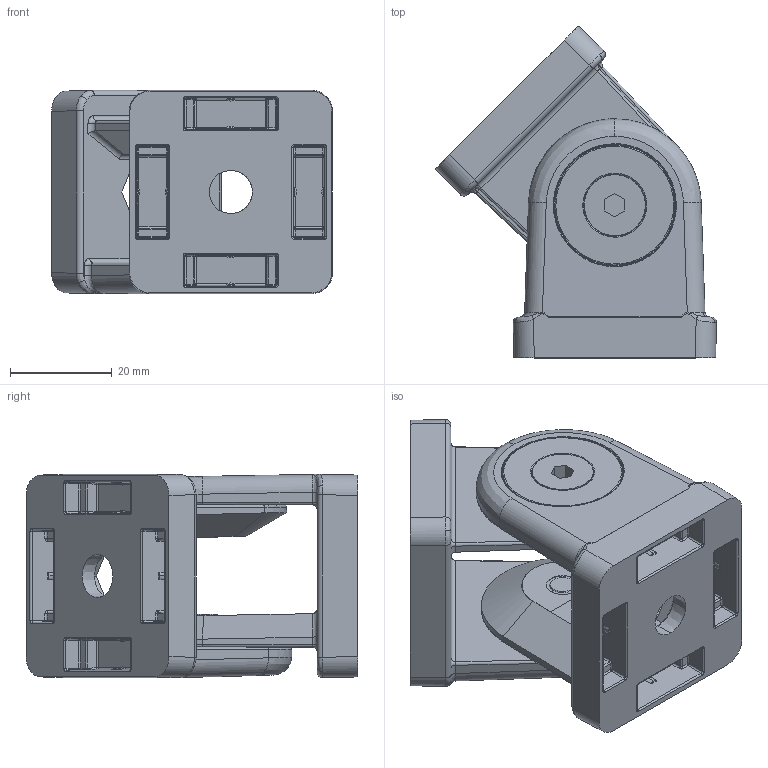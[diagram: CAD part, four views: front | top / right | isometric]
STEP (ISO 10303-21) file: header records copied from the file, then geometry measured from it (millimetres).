
FILE_DESCRIPTION (( 'STEP AP214' ), '1' );
FILE_NAME ('7128200', '2019-01-30T08:46:44', ( '' ), ('JUGARD+KÜNSTNER GmbH'), 'SwSTEP 2.0', 'SolidWorks 2017', '' );
FILE_SCHEMA (( 'AUTOMOTIVE_DESIGN' ));
Length unit declared in the file: millimetre
Products named in the file (6): Part10; Part1; Part5; Part6; Part7; 7128200
Assembly tree (10 placements, depth 2):
  7128200
    Part7  x2
    Part6  x2
    Part5  x3
    Part1  x2
    Part10
Bounding box: 55.24 x 65.26 x 40.02 mm (x, y, z)
Volume: 43449.3 mm3; surface area: 27574.1 mm2
Topology: 10 solids, 10 shells, 1171 faces, 2633 edges, 1470 vertices
Faces by surface type: bspline 449, cylinder 436, plane 220, cone 66
Entity records: 30147 total; most frequent: CARTESIAN_POINT 10711, ORIENTED_EDGE 2760, DIRECTION 2343, EDGE_CURVE 1380, AXIS2_PLACEMENT_3D 931, VERTEX_POINT 778, EDGE_LOOP 650, UNCERTAINTY_MEASURE_WITH_UNIT 641
